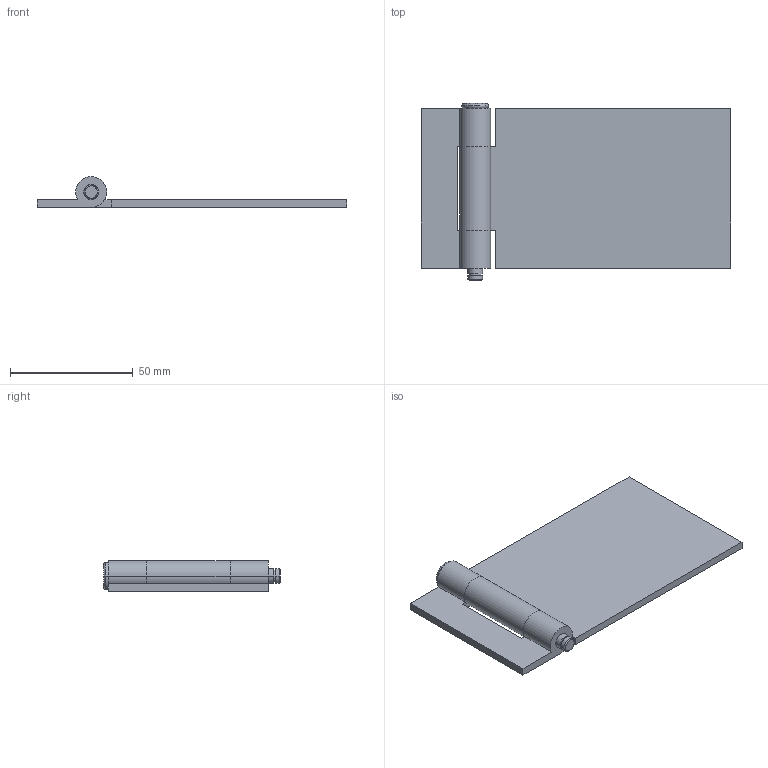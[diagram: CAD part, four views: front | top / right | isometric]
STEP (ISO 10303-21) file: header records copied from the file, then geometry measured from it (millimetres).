
FILE_DESCRIPTION (( 'STEP AP203' ), '1' );
FILE_NAME ('B-545.STEP', '2008-12-10T01:48:51', ( ' ' ), ( ' ' ), 'SwSTEP 2.0', 'SolidWorks 2007', '' );
FILE_SCHEMA (( 'CONFIG_CONTROL_DESIGN' ));
Length unit declared in the file: millimetre
Products named in the file (4): B-545咁毆A_蹬怮椔; B-545僔儍僼僩_棉太倌; B-545; B-545僸儞僕俛_棉太倌
Assembly tree (3 placements, depth 2):
  B-545
    B-545咁毆A_蹬怮椔
    B-545僔儍僼僩_棉太倌
    B-545僸儞僕俛_棉太倌
Bounding box: 126 x 72 x 12.6 mm (x, y, z)
Volume: 32069.6 mm3; surface area: 21945.6 mm2
Topology: 3 solids, 3 shells, 49 faces, 116 edges, 76 vertices
Faces by surface type: plane 22, cylinder 21, torus 4, cone 2
Entity records: 1858 total; most frequent: DIRECTION 280, CARTESIAN_POINT 247, ORIENTED_EDGE 232, EDGE_CURVE 116, AXIS2_PLACEMENT_3D 109, VERTEX_POINT 76, VECTOR 62, LINE 62
